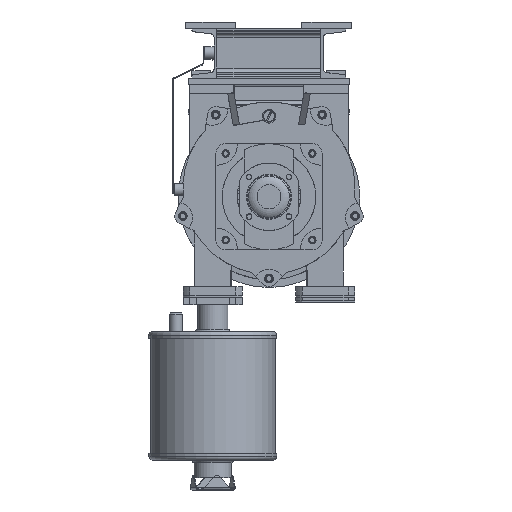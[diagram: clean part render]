
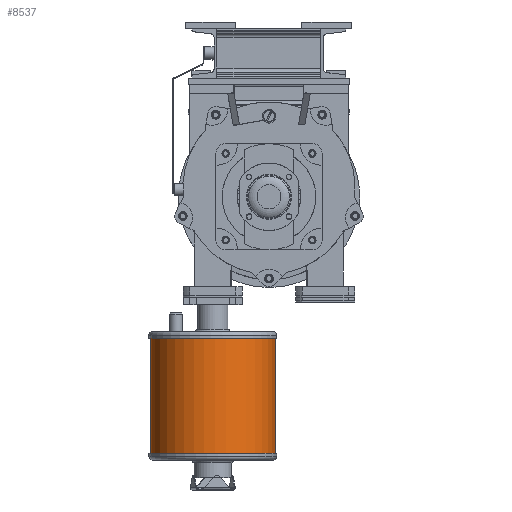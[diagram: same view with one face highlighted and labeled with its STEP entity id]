
A CAD part, front view. The second image highlights one B-rep face of the part: STEP entity #8537.
In plain terms, the highlighted cylindrical face has radius 100 mm (diameter 200 mm), a full revolution.
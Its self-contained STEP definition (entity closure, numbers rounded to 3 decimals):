
#8537=ADVANCED_FACE('',(#17514,#17516),#17518,.T.);
#17514=FACE_OUTER_BOUND('',#17515,.T.);
#17515=EDGE_LOOP('',(#23417));
#17516=FACE_OUTER_BOUND('',#17517,.T.);
#17517=EDGE_LOOP('',(#23418));
#17518=CYLINDRICAL_SURFACE('',#17519,100.);
#17519=AXIS2_PLACEMENT_3D('',#17520,#17521,#17522);
#17520=CARTESIAN_POINT('',(-187.238,-495.045,-576.86));
#17521=DIRECTION('',(0.,0.,-1.));
#17522=DIRECTION('',(0.214,-0.977,0.));
#23417=ORIENTED_EDGE('',*,*,#26837,.T.);
#23418=ORIENTED_EDGE('',*,*,#26838,.F.);
#26837=EDGE_CURVE('',#30254,#30254,#30255,.T.);
#26838=EDGE_CURVE('',#30256,#30256,#30257,.T.);
#30254=VERTEX_POINT('',#38963);
#30255=CIRCLE('',#38964,100.);
#30256=VERTEX_POINT('',#38968);
#30257=CIRCLE('',#38969,100.);
#38963=CARTESIAN_POINT('',(-165.81,-592.722,-576.86));
#38964=AXIS2_PLACEMENT_3D('',#38965,#38966,#38967);
#38965=CARTESIAN_POINT('',(-187.238,-495.045,-576.86));
#38966=DIRECTION('',(0.,0.,-1.));
#38967=DIRECTION('',(0.214,-0.977,0.));
#38968=CARTESIAN_POINT('',(-165.81,-592.722,-770.86));
#38969=AXIS2_PLACEMENT_3D('',#38970,#38971,#38972);
#38970=CARTESIAN_POINT('',(-187.238,-495.045,-770.86));
#38971=DIRECTION('',(0.,0.,-1.));
#38972=DIRECTION('',(0.214,-0.977,0.));
